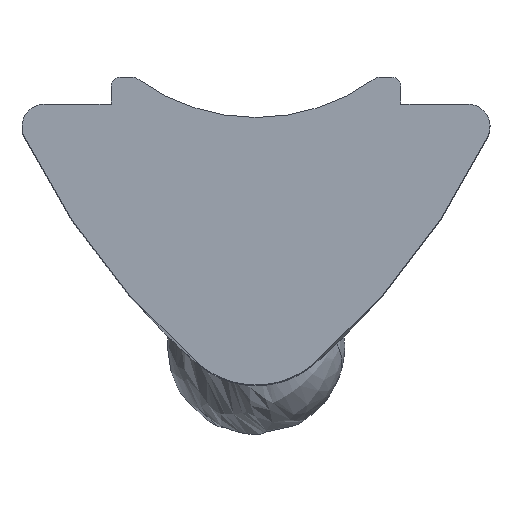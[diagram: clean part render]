
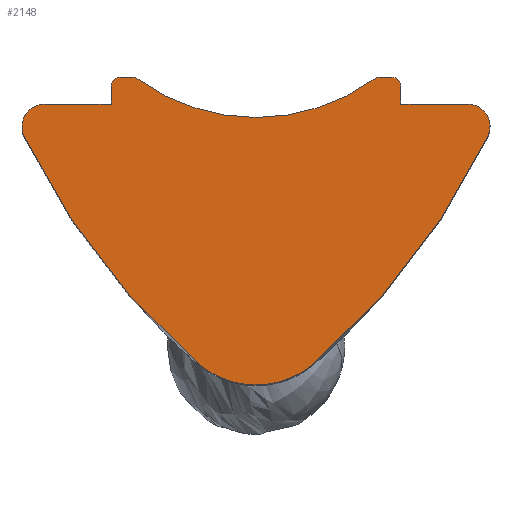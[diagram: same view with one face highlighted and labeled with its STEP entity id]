
A CAD part, top view. The second image highlights one B-rep face of the part: STEP entity #2148.
In plain terms, the highlighted planar face has unit normal (0, 0, 1).
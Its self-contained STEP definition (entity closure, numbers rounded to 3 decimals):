
#21 = AXIS2_PLACEMENT_3D ( 'NONE', #1077, #1060, #1004 ) ;
#31 = AXIS2_PLACEMENT_3D ( 'NONE', #1464, #1424, #1422 ) ;
#46 = DIRECTION ( 'NONE',  ( -1., 0., 0. ) ) ;
#69 = AXIS2_PLACEMENT_3D ( 'NONE', #2700, #2681, #2704 ) ;
#112 = CARTESIAN_POINT ( 'NONE',  ( 3.25, 0.6, 8.5 ) ) ;
#116 = CARTESIAN_POINT ( 'NONE',  ( -3.25, 0.6, 8.5 ) ) ;
#119 = CARTESIAN_POINT ( 'NONE',  ( 2.766, 0.4, 8.5 ) ) ;
#133 = EDGE_CURVE ( 'NONE', #1972, #1807, #349, .T. ) ;
#169 = CIRCLE ( 'NONE', #2675, 0.5 ) ;
#194 = CIRCLE ( 'NONE', #31, 16. ) ;
#197 = CIRCLE ( 'NONE', #21, 16. ) ;
#213 = VECTOR ( 'NONE', #2286, 1000. ) ;
#225 = LINE ( 'NONE', #2185, #213 ) ;
#229 = EDGE_CURVE ( 'NONE', #1932, #1994, #1212, .T. ) ;
#231 = EDGE_CURVE ( 'NONE', #2411, #1951, #348, .T. ) ;
#237 = EDGE_CURVE ( 'NONE', #1606, #2683, #405, .T. ) ;
#243 = EDGE_CURVE ( 'NONE', #1869, #1698, #1348, .T. ) ;
#250 = CIRCLE ( 'NONE', #69, 4.5 ) ;
#255 = EDGE_CURVE ( 'NONE', #1932, #2683, #1323, .T. ) ;
#266 = EDGE_CURVE ( 'NONE', #1972, #1698, #1398, .T. ) ;
#282 = EDGE_CURVE ( 'NONE', #2183, #2205, #994, .T. ) ;
#317 = EDGE_CURVE ( 'NONE', #1606, #2411, #1187, .T. ) ;
#339 = VECTOR ( 'NONE', #2463, 1000. ) ;
#348 = LINE ( 'NONE', #2160, #1058 ) ;
#349 = CIRCLE ( 'NONE', #1038, 0.2 ) ;
#365 = ORIENTED_EDGE ( 'NONE', *, *, #1195, .T. ) ;
#395 = VECTOR ( 'NONE', #2290, 1000. ) ;
#397 = DIRECTION ( 'NONE',  ( -1., 0., 0. ) ) ;
#405 = CIRCLE ( 'NONE', #1023, 0.2 ) ;
#432 = EDGE_CURVE ( 'NONE', #2054, #1620, #1071, .T. ) ;
#547 = EDGE_CURVE ( 'NONE', #1363, #1807, #554, .T. ) ;
#554 = LINE ( 'NONE', #2371, #339 ) ;
#616 = AXIS2_PLACEMENT_3D ( 'NONE', #1015, #975, #672 ) ;
#623 = CIRCLE ( 'NONE', #616, 0.5 ) ;
#672 = DIRECTION ( 'NONE',  ( -1., 0., 0. ) ) ;
#708 = EDGE_CURVE ( 'NONE', #1865, #2483, #623, .T. ) ;
#853 = AXIS2_PLACEMENT_3D ( 'NONE', #1284, #1288, #1290 ) ;
#869 = AXIS2_PLACEMENT_3D ( 'NONE', #1507, #1504, #1502 ) ;
#884 = VECTOR ( 'NONE', #1594, 1000. ) ;
#972 = AXIS2_PLACEMENT_3D ( 'NONE', #1835, #1838, #1844 ) ;
#975 = DIRECTION ( 'NONE',  ( 0., 0., -1. ) ) ;
#994 = CIRCLE ( 'NONE', #972, 2. ) ;
#1004 = DIRECTION ( 'NONE',  ( -1., 0., 0. ) ) ;
#1015 = CARTESIAN_POINT ( 'NONE',  ( -4.75, -0.5, 8.5 ) ) ;
#1017 = AXIS2_PLACEMENT_3D ( 'NONE', #119, #1574, #1582 ) ;
#1020 = CARTESIAN_POINT ( 'NONE',  ( -3.05, 0.6, 8.5 ) ) ;
#1023 = AXIS2_PLACEMENT_3D ( 'NONE', #2088, #1568, #1571 ) ;
#1029 = AXIS2_PLACEMENT_3D ( 'NONE', #2152, #2134, #2116 ) ;
#1038 = AXIS2_PLACEMENT_3D ( 'NONE', #2655, #2659, #2661 ) ;
#1058 = VECTOR ( 'NONE', #46, 1000. ) ;
#1060 = DIRECTION ( 'NONE',  ( 0., 0., 1. ) ) ;
#1071 = CIRCLE ( 'NONE', #853, 0.5 ) ;
#1077 = CARTESIAN_POINT ( 'NONE',  ( 9.203, 6.25, 8.5 ) ) ;
#1187 = LINE ( 'NONE', #2292, #395 ) ;
#1195 = EDGE_CURVE ( 'NONE', #1869, #1994, #250, .T. ) ;
#1200 = VECTOR ( 'NONE', #397, 1000. ) ;
#1212 = CIRCLE ( 'NONE', #1029, 0.2 ) ;
#1219 = EDGE_CURVE ( 'NONE', #1620, #1363, #225, .T. ) ;
#1247 = CARTESIAN_POINT ( 'NONE',  ( -5.25, -0.5, 8.5 ) ) ;
#1251 = CARTESIAN_POINT ( 'NONE',  ( -3.25, 0., 8.5 ) ) ;
#1273 = EDGE_CURVE ( 'NONE', #2054, #2183, #194, .T. ) ;
#1284 = CARTESIAN_POINT ( 'NONE',  ( 4.75, -0.5, 8.5 ) ) ;
#1288 = DIRECTION ( 'NONE',  ( 0., 0., 1. ) ) ;
#1290 = DIRECTION ( 'NONE',  ( -1., 0., 0. ) ) ;
#1302 = EDGE_CURVE ( 'NONE', #1865, #2205, #197, .T. ) ;
#1323 = LINE ( 'NONE', #116, #1200 ) ;
#1348 = CIRCLE ( 'NONE', #1017, 0.2 ) ;
#1363 = VERTEX_POINT ( 'NONE', #2607 ) ;
#1396 = EDGE_CURVE ( 'NONE', #2483, #1951, #169, .T. ) ;
#1398 = LINE ( 'NONE', #112, #884 ) ;
#1422 = DIRECTION ( 'NONE',  ( -1., 0., 0. ) ) ;
#1424 = DIRECTION ( 'NONE',  ( 0., 0., -1. ) ) ;
#1425 = CARTESIAN_POINT ( 'NONE',  ( 1.315, -5.807, 8.5 ) ) ;
#1464 = CARTESIAN_POINT ( 'NONE',  ( -9.203, 6.25, 8.5 ) ) ;
#1502 = DIRECTION ( 'NONE',  ( 1., 0., 0. ) ) ;
#1504 = DIRECTION ( 'NONE',  ( 0., 0., 1. ) ) ;
#1507 = CARTESIAN_POINT ( 'NONE',  ( -4.75, -0.5, 8.5 ) ) ;
#1546 = PLANE ( 'NONE',  #869 ) ;
#1568 = DIRECTION ( 'NONE',  ( 0., 0., -1. ) ) ;
#1571 = DIRECTION ( 'NONE',  ( -1., 0., 0. ) ) ;
#1574 = DIRECTION ( 'NONE',  ( 0., 0., -1. ) ) ;
#1578 = CARTESIAN_POINT ( 'NONE',  ( 5.2, -0.718, 8.5 ) ) ;
#1582 = DIRECTION ( 'NONE',  ( -1., 0., 0. ) ) ;
#1587 = CARTESIAN_POINT ( 'NONE',  ( -4.75, 0., 8.5 ) ) ;
#1592 = CARTESIAN_POINT ( 'NONE',  ( -2.766, 0.6, 8.5 ) ) ;
#1594 = DIRECTION ( 'NONE',  ( -1., 0., 0. ) ) ;
#1599 = CARTESIAN_POINT ( 'NONE',  ( -2.648, 0.562, 8.5 ) ) ;
#1606 = VERTEX_POINT ( 'NONE', #2101 ) ;
#1617 = CARTESIAN_POINT ( 'NONE',  ( 3.05, 0.6, 8.5 ) ) ;
#1620 = VERTEX_POINT ( 'NONE', #2027 ) ;
#1698 = VERTEX_POINT ( 'NONE', #1774 ) ;
#1734 = EDGE_LOOP ( 'NONE', ( #365, #2085, #2669, #2050, #2519, #2301, #2068, #1743, #2109, #2440, #2146, #2333, #2595, #2390, #2565, #2630, #1907 ) ) ;
#1735 = CARTESIAN_POINT ( 'NONE',  ( 3.25, 0.4, 8.5 ) ) ;
#1743 = ORIENTED_EDGE ( 'NONE', *, *, #708, .F. ) ;
#1753 = CARTESIAN_POINT ( 'NONE',  ( 2.648, 0.562, 8.5 ) ) ;
#1756 = CARTESIAN_POINT ( 'NONE',  ( -5.2, -0.718, 8.5 ) ) ;
#1774 = CARTESIAN_POINT ( 'NONE',  ( 2.766, 0.6, 8.5 ) ) ;
#1807 = VERTEX_POINT ( 'NONE', #1735 ) ;
#1834 = CARTESIAN_POINT ( 'NONE',  ( -1.315, -5.807, 8.5 ) ) ;
#1835 = CARTESIAN_POINT ( 'NONE',  ( 0., -4.3, 8.5 ) ) ;
#1838 = DIRECTION ( 'NONE',  ( 0., 0., -1. ) ) ;
#1844 = DIRECTION ( 'NONE',  ( -1., 0., 0. ) ) ;
#1865 = VERTEX_POINT ( 'NONE', #1756 ) ;
#1869 = VERTEX_POINT ( 'NONE', #1753 ) ;
#1907 = ORIENTED_EDGE ( 'NONE', *, *, #243, .F. ) ;
#1932 = VERTEX_POINT ( 'NONE', #1592 ) ;
#1951 = VERTEX_POINT ( 'NONE', #1587 ) ;
#1972 = VERTEX_POINT ( 'NONE', #1617 ) ;
#1994 = VERTEX_POINT ( 'NONE', #1599 ) ;
#2027 = CARTESIAN_POINT ( 'NONE',  ( 4.75, 0., 8.5 ) ) ;
#2037 = FACE_OUTER_BOUND ( 'NONE', #1734, .T. ) ;
#2050 = ORIENTED_EDGE ( 'NONE', *, *, #237, .F. ) ;
#2054 = VERTEX_POINT ( 'NONE', #1578 ) ;
#2068 = ORIENTED_EDGE ( 'NONE', *, *, #1396, .F. ) ;
#2085 = ORIENTED_EDGE ( 'NONE', *, *, #229, .F. ) ;
#2088 = CARTESIAN_POINT ( 'NONE',  ( -3.05, 0.4, 8.5 ) ) ;
#2101 = CARTESIAN_POINT ( 'NONE',  ( -3.25, 0.4, 8.5 ) ) ;
#2109 = ORIENTED_EDGE ( 'NONE', *, *, #1302, .T. ) ;
#2116 = DIRECTION ( 'NONE',  ( -1., 0., 0. ) ) ;
#2134 = DIRECTION ( 'NONE',  ( 0., 0., -1. ) ) ;
#2146 = ORIENTED_EDGE ( 'NONE', *, *, #1273, .F. ) ;
#2148 = ADVANCED_FACE ( 'NONE', ( #2037 ), #1546, .T. ) ;
#2152 = CARTESIAN_POINT ( 'NONE',  ( -2.766, 0.4, 8.5 ) ) ;
#2160 = CARTESIAN_POINT ( 'NONE',  ( -3.25, 0., 8.5 ) ) ;
#2183 = VERTEX_POINT ( 'NONE', #1425 ) ;
#2185 = CARTESIAN_POINT ( 'NONE',  ( 4.75, 0., 8.5 ) ) ;
#2205 = VERTEX_POINT ( 'NONE', #1834 ) ;
#2286 = DIRECTION ( 'NONE',  ( -1., 0., 0. ) ) ;
#2290 = DIRECTION ( 'NONE',  ( 0., -1., 0. ) ) ;
#2292 = CARTESIAN_POINT ( 'NONE',  ( -3.25, 0., 8.5 ) ) ;
#2301 = ORIENTED_EDGE ( 'NONE', *, *, #231, .T. ) ;
#2323 = DIRECTION ( 'NONE',  ( -1., 0., 0. ) ) ;
#2329 = DIRECTION ( 'NONE',  ( 0., 0., -1. ) ) ;
#2332 = CARTESIAN_POINT ( 'NONE',  ( -4.75, -0.5, 8.5 ) ) ;
#2333 = ORIENTED_EDGE ( 'NONE', *, *, #432, .T. ) ;
#2371 = CARTESIAN_POINT ( 'NONE',  ( 3.25, 0., 8.5 ) ) ;
#2390 = ORIENTED_EDGE ( 'NONE', *, *, #547, .T. ) ;
#2411 = VERTEX_POINT ( 'NONE', #1251 ) ;
#2440 = ORIENTED_EDGE ( 'NONE', *, *, #282, .F. ) ;
#2463 = DIRECTION ( 'NONE',  ( 0., 1., 0. ) ) ;
#2483 = VERTEX_POINT ( 'NONE', #1247 ) ;
#2519 = ORIENTED_EDGE ( 'NONE', *, *, #317, .T. ) ;
#2565 = ORIENTED_EDGE ( 'NONE', *, *, #133, .F. ) ;
#2595 = ORIENTED_EDGE ( 'NONE', *, *, #1219, .T. ) ;
#2607 = CARTESIAN_POINT ( 'NONE',  ( 3.25, 0., 8.5 ) ) ;
#2630 = ORIENTED_EDGE ( 'NONE', *, *, #266, .T. ) ;
#2655 = CARTESIAN_POINT ( 'NONE',  ( 3.05, 0.4, 8.5 ) ) ;
#2659 = DIRECTION ( 'NONE',  ( 0., 0., -1. ) ) ;
#2661 = DIRECTION ( 'NONE',  ( -1., 0., 0. ) ) ;
#2669 = ORIENTED_EDGE ( 'NONE', *, *, #255, .T. ) ;
#2675 = AXIS2_PLACEMENT_3D ( 'NONE', #2332, #2329, #2323 ) ;
#2681 = DIRECTION ( 'NONE',  ( 0., 0., -1. ) ) ;
#2683 = VERTEX_POINT ( 'NONE', #1020 ) ;
#2700 = CARTESIAN_POINT ( 'NONE',  ( 0., 4.2, 8.5 ) ) ;
#2704 = DIRECTION ( 'NONE',  ( -1., 0., 0. ) ) ;
